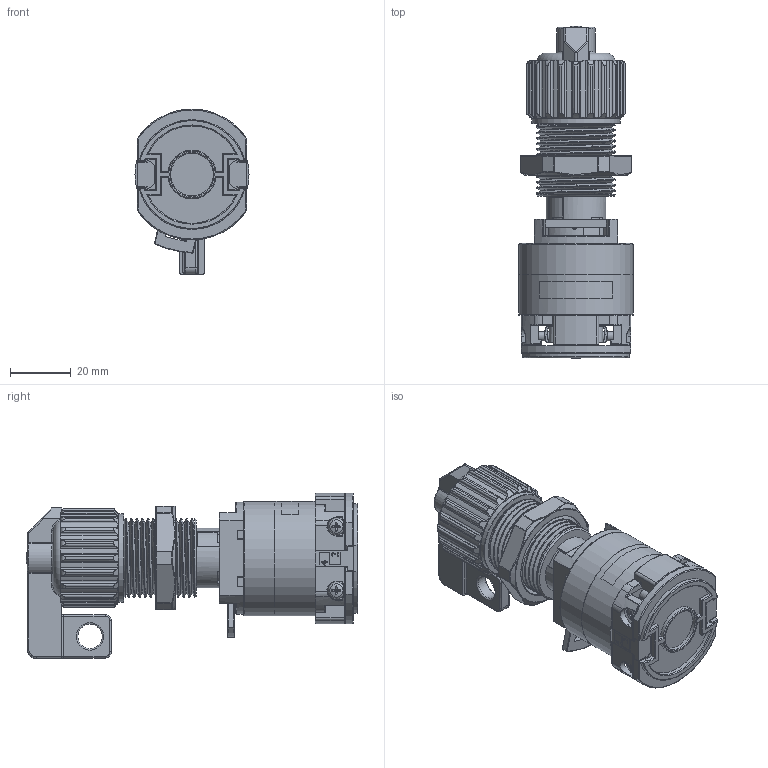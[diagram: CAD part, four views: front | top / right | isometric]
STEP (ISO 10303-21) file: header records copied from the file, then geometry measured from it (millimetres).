
FILE_DESCRIPTION(/* description */ (''),/* implementation_level */ '2;1');
FILE_NAME(/* name */ 'KIL_GZ25-3C3.stp',/* time_stamp */ '2019-10-15T14:51:07-05:00',/* author */ ('kadelman'),/* organization */ (''),/* preprocessor_version */ 'ST-DEVELOPER v16.13',/* originating_system */ 'Autodesk Inventor 2018',/* authorisation */ '');
FILE_SCHEMA (('AUTOMOTIVE_DESIGN { 1 0 10303 214 3 1 1 }'));
Products named in the file (15): GZ25-3C3; CORPO 34NPSM NORMAL; ANEL 34NPSM; AR29 P VIDEO; MOLDURA 1 NOVA; ACOPLA L SG rev; CHAVE ROTATIVA 1 CAMARA; PECA POTENCIOMETRO; GAIOLA SG; LINGUETA GAIOLA NOVA; CAMARA BLOCO ROTATIVO; PECA FINAL CHAVE ROTATIVA; DIN EN ISO 7045 H M3 x 6 - 4.8 - H; MANOPLA1PR REV; DIN 7985 (H) M3x6-H
Assembly tree (17 placements, depth 3):
  GZ25-3C3
    CORPO 34NPSM NORMAL
    ANEL 34NPSM
    AR29 P VIDEO
    MOLDURA 1 NOVA
    ACOPLA L SG rev
    CHAVE ROTATIVA 1 CAMARA
      PECA POTENCIOMETRO
      GAIOLA SG
      LINGUETA GAIOLA NOVA
      CAMARA BLOCO ROTATIVO
      PECA FINAL CHAVE ROTATIVA
      DIN EN ISO 7045 H M3 x 6 - 4.8 - H  x4
    MANOPLA1PR REV
    DIN 7985 (H) M3x6-H
Bounding box: 37.5 x 109.1 x 54.48 mm (x, y, z)
Volume: 58039.4 mm3; surface area: 55162.4 mm2
Topology: 32 solids, 32 shells, 1581 faces, 4188 edges, 2673 vertices
Faces by surface type: plane 641, cylinder 520, torus 159, bspline 145, cone 84, sphere 32
Full cylindrical faces by diameter (mm): 1 x1, 2.729 x4, 2.75 x1, 3 x14, 3.1 x2, 3.2 x4, 5.4 x2, 5.8 x1, 6 x4, 8 x2, 12 x1, 14 x1, 14.517 x2, 15 x1, 16 x2, 17.483 x2, 19.5 x1, 20 x2, 20.35 x1, 21 x1, 22.5 x1, 22.517 x2, 23 x1, 23.31 x2, 24.483 x2, 28.69 x2, 29 x1, 37.5 x2
Entity records: 87632 total; most frequent: CARTESIAN_POINT 50616, ORIENTED_EDGE 7662, DIRECTION 7270, EDGE_CURVE 3831, AXIS2_PLACEMENT_3D 2742, VERTEX_POINT 2493, LINE 1786, VECTOR 1786
